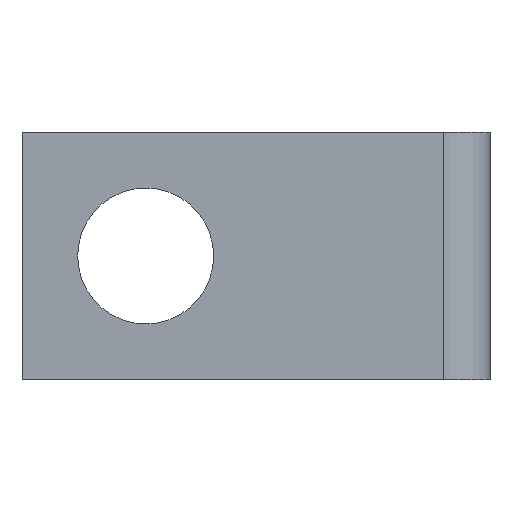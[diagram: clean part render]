
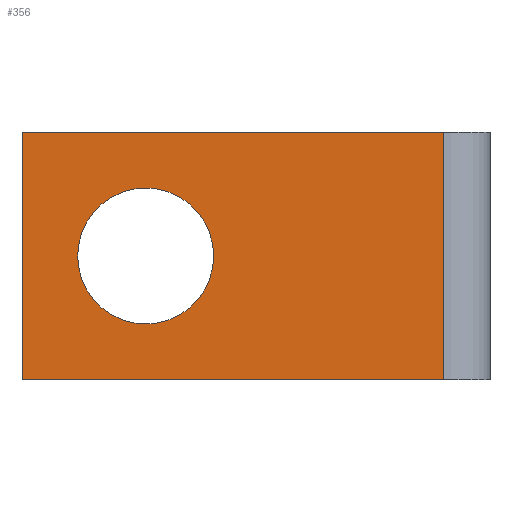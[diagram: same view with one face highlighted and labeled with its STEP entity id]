
A CAD part, left-side view. The second image highlights one B-rep face of the part: STEP entity #356.
In plain terms, the highlighted planar face has unit normal (-1, 0, 0).
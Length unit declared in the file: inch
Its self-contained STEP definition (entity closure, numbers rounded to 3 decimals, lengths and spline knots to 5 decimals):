
#11 = EDGE_CURVE ( 'NONE', #232, #471, #30, .T. ) ;
#30 = LINE ( 'NONE', #405, #250 ) ;
#31 = CARTESIAN_POINT ( 'NONE',  ( -0.025, -0.75, 0.3125 ) ) ;
#35 = CARTESIAN_POINT ( 'NONE',  ( -0.025, -0.75, 0.3125 ) ) ;
#48 = AXIS2_PLACEMENT_3D ( 'NONE', #369, #326, #325 ) ;
#65 = CARTESIAN_POINT ( 'NONE',  ( -0.025, 0.312, 0.3125 ) ) ;
#69 = DIRECTION ( 'NONE',  ( 0., 1., 0. ) ) ;
#83 = ORIENTED_EDGE ( 'NONE', *, *, #203, .F. ) ;
#118 = DIRECTION ( 'NONE',  ( 0., 1., 0. ) ) ;
#139 = VERTEX_POINT ( 'NONE', #497 ) ;
#143 = VERTEX_POINT ( 'NONE', #65 ) ;
#149 = DIRECTION ( 'NONE',  ( 0., 0., -1. ) ) ;
#161 = EDGE_CURVE ( 'NONE', #232, #143, #431, .T. ) ;
#162 = VECTOR ( 'NONE', #378, 39.37008 ) ;
#172 = VECTOR ( 'NONE', #118, 39.37008 ) ;
#174 = CARTESIAN_POINT ( 'NONE',  ( -0.025, 0., -0.1715 ) ) ;
#189 = ORIENTED_EDGE ( 'NONE', *, *, #231, .T. ) ;
#190 = VERTEX_POINT ( 'NONE', #210 ) ;
#202 = VECTOR ( 'NONE', #69, 39.37008 ) ;
#203 = EDGE_CURVE ( 'NONE', #471, #190, #512, .T. ) ;
#210 = CARTESIAN_POINT ( 'NONE',  ( -0.025, 0.312, -0.3125 ) ) ;
#212 = CARTESIAN_POINT ( 'NONE',  ( -0.025, 0.312, 0.3125 ) ) ;
#231 = EDGE_CURVE ( 'NONE', #143, #190, #386, .T. ) ;
#232 = VERTEX_POINT ( 'NONE', #35 ) ;
#244 = CARTESIAN_POINT ( 'NONE',  ( -0.025, -0.75, -0.3125 ) ) ;
#250 = VECTOR ( 'NONE', #149, 39.37008 ) ;
#258 = AXIS2_PLACEMENT_3D ( 'NONE', #509, #297, #342 ) ;
#274 = ORIENTED_EDGE ( 'NONE', *, *, #515, .F. ) ;
#277 = FACE_BOUND ( 'NONE', #285, .T. ) ;
#285 = EDGE_LOOP ( 'NONE', ( #274, #466 ) ) ;
#297 = DIRECTION ( 'NONE',  ( -1., 0., 0. ) ) ;
#325 = DIRECTION ( 'NONE',  ( 0., 0., 1. ) ) ;
#326 = DIRECTION ( 'NONE',  ( -1., 0., 0. ) ) ;
#335 = CARTESIAN_POINT ( 'NONE',  ( -0.025, -0.75, -0.3125 ) ) ;
#342 = DIRECTION ( 'NONE',  ( 0., 0., 1. ) ) ;
#355 = VERTEX_POINT ( 'NONE', #174 ) ;
#356 = ADVANCED_FACE ( 'NONE', ( #277, #396 ), #524, .T. ) ;
#369 = CARTESIAN_POINT ( 'NONE',  ( -0.025, 0., 0. ) ) ;
#374 = CIRCLE ( 'NONE', #48, 0.1715 ) ;
#377 = ORIENTED_EDGE ( 'NONE', *, *, #11, .F. ) ;
#378 = DIRECTION ( 'NONE',  ( 0., 0., -1. ) ) ;
#386 = LINE ( 'NONE', #212, #162 ) ;
#396 = FACE_OUTER_BOUND ( 'NONE', #434, .T. ) ;
#399 = DIRECTION ( 'NONE',  ( -1., 0., 0. ) ) ;
#402 = CARTESIAN_POINT ( 'NONE',  ( -0.025, -0.75, 0.3125 ) ) ;
#405 = CARTESIAN_POINT ( 'NONE',  ( -0.025, -0.75, 0.3125 ) ) ;
#431 = LINE ( 'NONE', #31, #202 ) ;
#434 = EDGE_LOOP ( 'NONE', ( #83, #377, #437, #189 ) ) ;
#437 = ORIENTED_EDGE ( 'NONE', *, *, #161, .T. ) ;
#438 = CIRCLE ( 'NONE', #258, 0.1715 ) ;
#466 = ORIENTED_EDGE ( 'NONE', *, *, #467, .F. ) ;
#467 = EDGE_CURVE ( 'NONE', #139, #355, #374, .T. ) ;
#471 = VERTEX_POINT ( 'NONE', #244 ) ;
#492 = AXIS2_PLACEMENT_3D ( 'NONE', #402, #399, #532 ) ;
#497 = CARTESIAN_POINT ( 'NONE',  ( -0.025, 0., 0.1715 ) ) ;
#509 = CARTESIAN_POINT ( 'NONE',  ( -0.025, 0., 0. ) ) ;
#512 = LINE ( 'NONE', #335, #172 ) ;
#515 = EDGE_CURVE ( 'NONE', #355, #139, #438, .T. ) ;
#524 = PLANE ( 'NONE',  #492 ) ;
#532 = DIRECTION ( 'NONE',  ( 0., 0., 1. ) ) ;
